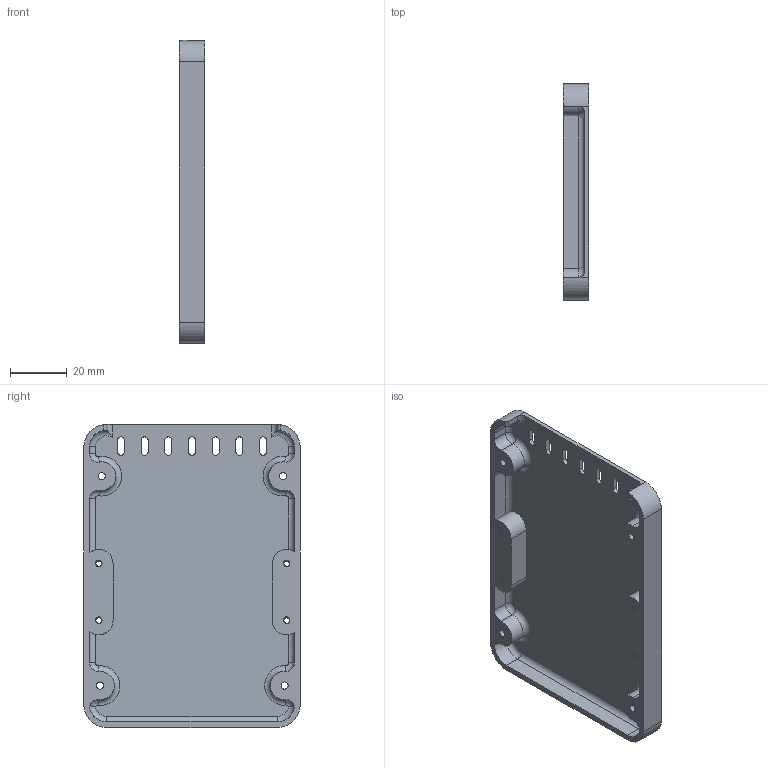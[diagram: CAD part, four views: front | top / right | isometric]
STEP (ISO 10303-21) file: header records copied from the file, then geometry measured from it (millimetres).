
FILE_DESCRIPTION(/* description */ (''),/* implementation_level */ '2;1');
FILE_NAME(/* name */ 'displayBack.step',/* time_stamp */ '2025-07-02T19:16:09-07:00',/* author */ (''),/* organization */ (''),/* preprocessor_version */ 'ST-DEVELOPER v20.1',/* originating_system */ 'Autodesk Translation Framework v14.10.0.0',/* authorisation */ '');
FILE_SCHEMA (('AUTOMOTIVE_DESIGN { 1 0 10303 214 3 1 1 }'));
Length unit declared in the file: millimetre
Products named in the file (1): 2025-06-30-22-21-43-379
Bounding box: 9 x 76.02 x 106.52 mm (x, y, z)
Volume: 21823.9 mm3; surface area: 21884.8 mm2
Topology: 1 solids, 1 shells, 286 faces, 816 edges, 536 vertices
Faces by surface type: cylinder 225, plane 37, bspline 16, torus 8
Full cylindrical faces by diameter (mm): 2.075 x40, 2.5 x4, 2.58 x20, 5 x4
Entity records: 19229 total; most frequent: CARTESIAN_POINT 12334, ORIENTED_EDGE 1632, DIRECTION 1134, EDGE_CURVE 816, VERTEX_POINT 536, AXIS2_PLACEMENT_3D 414, B_SPLINE_CURVE_WITH_KNOTS 367, EDGE_LOOP 320
